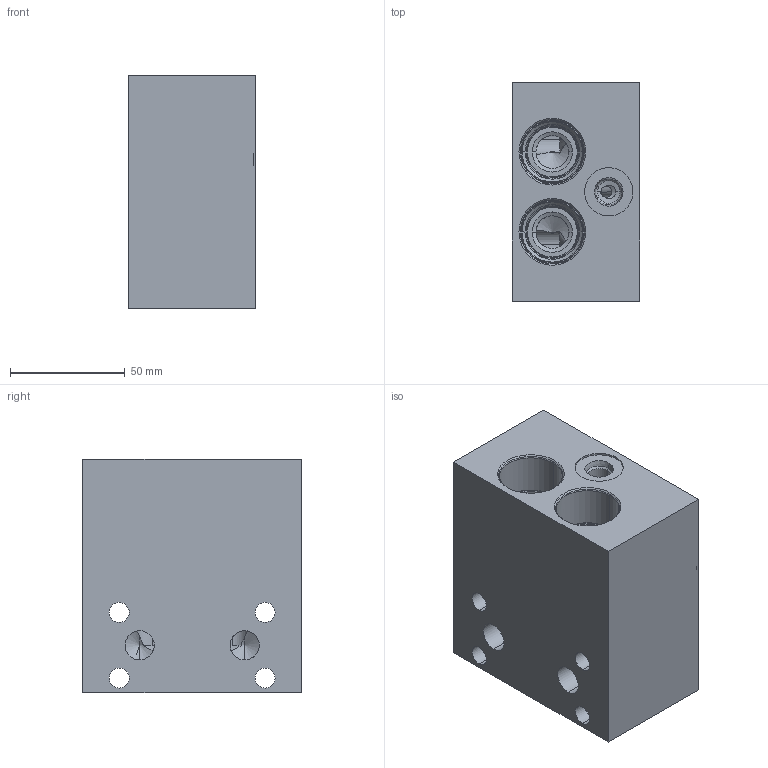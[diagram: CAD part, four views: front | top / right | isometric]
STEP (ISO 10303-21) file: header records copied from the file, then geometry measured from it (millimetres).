
FILE_DESCRIPTION((''),'2;1');
FILE_NAME('VWK_ASM','2021-04-14T',('ProEService'),(''),'PRO/ENGINEER BY PARAMETRIC TECHNOLOGY CORPORATION, 2014200','PRO/ENGINEER BY PARAMETRIC TECHNOLOGY CORPORATION, 2014200','');
FILE_SCHEMA(('CONFIG_CONTROL_DESIGN'));
Length unit declared in the file: inch
Products named in the file (5): 152-801-001; A330-006-004; CSZNXXN; A330-006-002; VWK_ASM
Assembly tree (5 placements, depth 2):
  VWK_ASM
    152-801-001
    A330-006-004
    CSZNXXN
    A330-006-002  x2
Bounding box: 55.58 x 95.4 x 101.6 mm (x, y, z)
Volume: 418553.8 mm3; surface area: 70956.9 mm2
Topology: 9 solids, 9 shells, 453 faces, 1277 edges, 987 vertices
Faces by surface type: cylinder 154, cone 139, plane 84, torus 64, revolution 8, sphere 4
Entity records: 15651 total; most frequent: CARTESIAN_POINT 4888, DIRECTION 2381, ORIENTED_EDGE 1818, EDGE_CURVE 909, AXIS2_PLACEMENT_3D 889, VECTOR 595, LINE 595, VERTEX_POINT 529
